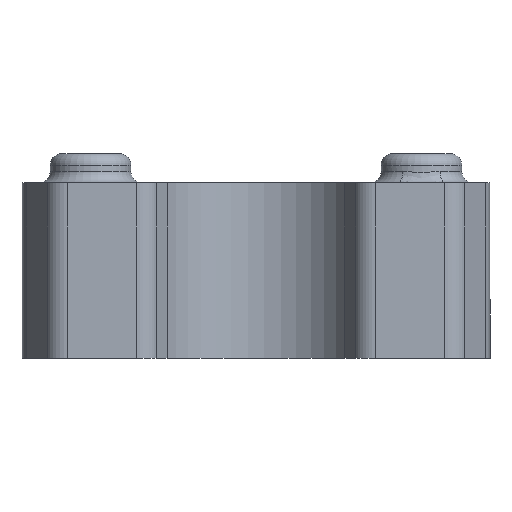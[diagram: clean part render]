
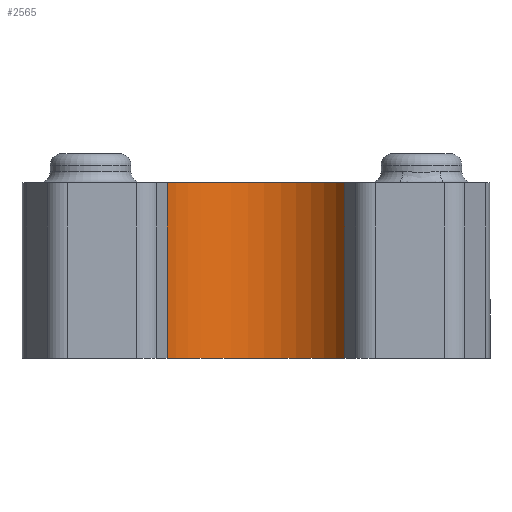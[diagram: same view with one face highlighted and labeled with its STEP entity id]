
A CAD part, front view. The second image highlights one B-rep face of the part: STEP entity #2565.
In plain terms, the highlighted cylindrical face has radius 11.113 mm (diameter 22.225 mm), a partial arc.
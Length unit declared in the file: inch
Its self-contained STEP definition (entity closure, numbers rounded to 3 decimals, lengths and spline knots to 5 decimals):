
#55 = DIRECTION ( 'NONE',  ( 0., 0., 1. ) ) ;
#71 = VERTEX_POINT ( 'NONE', #310 ) ;
#211 = CARTESIAN_POINT ( 'NONE',  ( 0.38017, -0.84598, 0. ) ) ;
#255 = AXIS2_PLACEMENT_3D ( 'NONE', #1438, #2462, #3496 ) ;
#268 = AXIS2_PLACEMENT_3D ( 'NONE', #3663, #55, #759 ) ;
#310 = CARTESIAN_POINT ( 'NONE',  ( 0.38017, -0.84598, 0.75 ) ) ;
#487 = DIRECTION ( 'NONE',  ( -1., 0., 0. ) ) ;
#638 = ORIENTED_EDGE ( 'NONE', *, *, #1722, .T. ) ;
#734 = CARTESIAN_POINT ( 'NONE',  ( -0.38017, -0.84598, 1. ) ) ;
#759 = DIRECTION ( 'NONE',  ( 1., 0., 0. ) ) ;
#923 = ORIENTED_EDGE ( 'NONE', *, *, #4180, .T. ) ;
#1010 = CIRCLE ( 'NONE', #268, 0.4375 ) ;
#1198 = DIRECTION ( 'NONE',  ( 0., 0., -1. ) ) ;
#1414 = CIRCLE ( 'NONE', #255, 0.4375 ) ;
#1438 = CARTESIAN_POINT ( 'NONE',  ( 0., -1.0625, 0. ) ) ;
#1555 = CARTESIAN_POINT ( 'NONE',  ( -0.38017, -0.84598, 0. ) ) ;
#1687 = EDGE_CURVE ( 'NONE', #1754, #3292, #3352, .T. ) ;
#1722 = EDGE_CURVE ( 'NONE', #3308, #71, #3998, .T. ) ;
#1754 = VERTEX_POINT ( 'NONE', #2573 ) ;
#1903 = VECTOR ( 'NONE', #4082, 39.37008 ) ;
#1914 = ORIENTED_EDGE ( 'NONE', *, *, #2130, .T. ) ;
#2130 = EDGE_CURVE ( 'NONE', #3292, #3308, #1414, .T. ) ;
#2188 = CYLINDRICAL_SURFACE ( 'NONE', #2664, 0.4375 ) ;
#2383 = CARTESIAN_POINT ( 'NONE',  ( 0.38017, -0.84598, 1. ) ) ;
#2462 = DIRECTION ( 'NONE',  ( 0., 0., -1. ) ) ;
#2521 = CARTESIAN_POINT ( 'NONE',  ( 0., -1.0625, 1. ) ) ;
#2565 = ADVANCED_FACE ( 'NONE', ( #2800 ), #2188, .F. ) ;
#2573 = CARTESIAN_POINT ( 'NONE',  ( -0.38017, -0.84598, 0.75 ) ) ;
#2626 = VECTOR ( 'NONE', #3676, 39.37008 ) ;
#2664 = AXIS2_PLACEMENT_3D ( 'NONE', #2521, #1198, #487 ) ;
#2678 = EDGE_LOOP ( 'NONE', ( #1914, #638, #923, #3713 ) ) ;
#2800 = FACE_OUTER_BOUND ( 'NONE', #2678, .T. ) ;
#3292 = VERTEX_POINT ( 'NONE', #1555 ) ;
#3308 = VERTEX_POINT ( 'NONE', #211 ) ;
#3352 = LINE ( 'NONE', #734, #1903 ) ;
#3496 = DIRECTION ( 'NONE',  ( -1., 0., 0. ) ) ;
#3663 = CARTESIAN_POINT ( 'NONE',  ( 0., -1.0625, 0.75 ) ) ;
#3676 = DIRECTION ( 'NONE',  ( 0., 0., 1. ) ) ;
#3713 = ORIENTED_EDGE ( 'NONE', *, *, #1687, .T. ) ;
#3998 = LINE ( 'NONE', #2383, #2626 ) ;
#4082 = DIRECTION ( 'NONE',  ( 0., 0., -1. ) ) ;
#4180 = EDGE_CURVE ( 'NONE', #71, #1754, #1010, .T. ) ;
